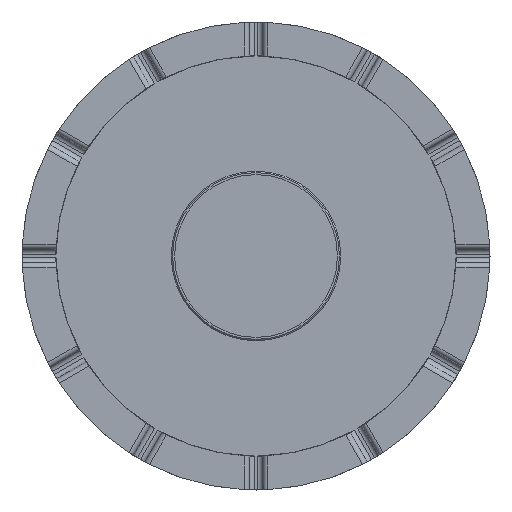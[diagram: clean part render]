
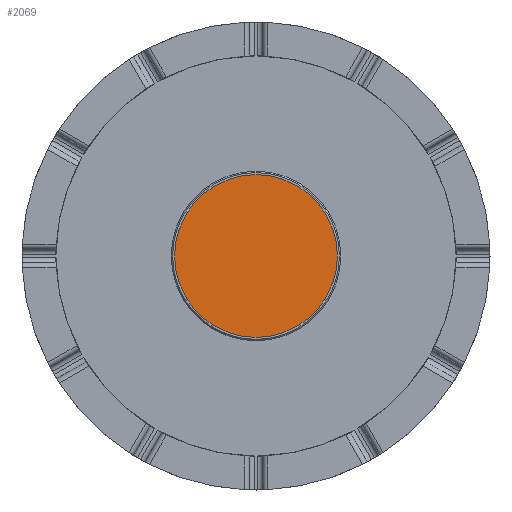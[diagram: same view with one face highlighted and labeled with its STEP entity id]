
A CAD part, front view. The second image highlights one B-rep face of the part: STEP entity #2069.
In plain terms, the highlighted planar face has unit normal (0, -1, 0).
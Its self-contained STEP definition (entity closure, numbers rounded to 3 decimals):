
#275 = DIRECTION ( 'NONE',  ( 0., 0., -1. ) ) ;
#523 = VERTEX_POINT ( 'NONE', #2677 ) ;
#526 = AXIS2_PLACEMENT_3D ( 'NONE', #1898, #1571, #275 ) ;
#553 = DIRECTION ( 'NONE',  ( 0., 0., -1. ) ) ;
#593 = CIRCLE ( 'NONE', #2390, 24. ) ;
#870 = AXIS2_PLACEMENT_3D ( 'NONE', #1638, #2239, #553 ) ;
#1339 = CARTESIAN_POINT ( 'NONE',  ( 0., -31.8, -24. ) ) ;
#1571 = DIRECTION ( 'NONE',  ( 0., -1., 0. ) ) ;
#1638 = CARTESIAN_POINT ( 'NONE',  ( 0., -31.8, 0. ) ) ;
#1898 = CARTESIAN_POINT ( 'NONE',  ( 0., -31.8, 0. ) ) ;
#1984 = EDGE_CURVE ( 'NONE', #523, #4059, #593, .T. ) ;
#2069 = ADVANCED_FACE ( 'NONE', ( #2841 ), #2560, .T. ) ;
#2239 = DIRECTION ( 'NONE',  ( 0., -1., 0. ) ) ;
#2261 = CARTESIAN_POINT ( 'NONE',  ( 0., -31.8, 0. ) ) ;
#2390 = AXIS2_PLACEMENT_3D ( 'NONE', #2261, #3824, #4194 ) ;
#2446 = CIRCLE ( 'NONE', #870, 24. ) ;
#2560 = PLANE ( 'NONE',  #526 ) ;
#2677 = CARTESIAN_POINT ( 'NONE',  ( 0., -31.8, 24. ) ) ;
#2841 = FACE_OUTER_BOUND ( 'NONE', #3155, .T. ) ;
#3118 = ORIENTED_EDGE ( 'NONE', *, *, #3919, .T. ) ;
#3155 = EDGE_LOOP ( 'NONE', ( #3118, #3308 ) ) ;
#3308 = ORIENTED_EDGE ( 'NONE', *, *, #1984, .T. ) ;
#3824 = DIRECTION ( 'NONE',  ( 0., -1., 0. ) ) ;
#3919 = EDGE_CURVE ( 'NONE', #4059, #523, #2446, .T. ) ;
#4059 = VERTEX_POINT ( 'NONE', #1339 ) ;
#4194 = DIRECTION ( 'NONE',  ( 0., 0., -1. ) ) ;
